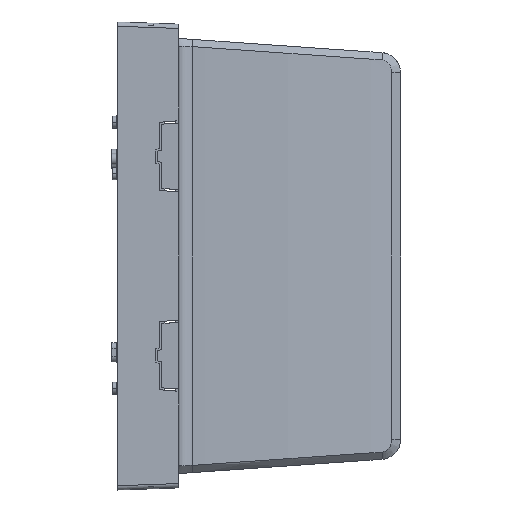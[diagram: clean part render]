
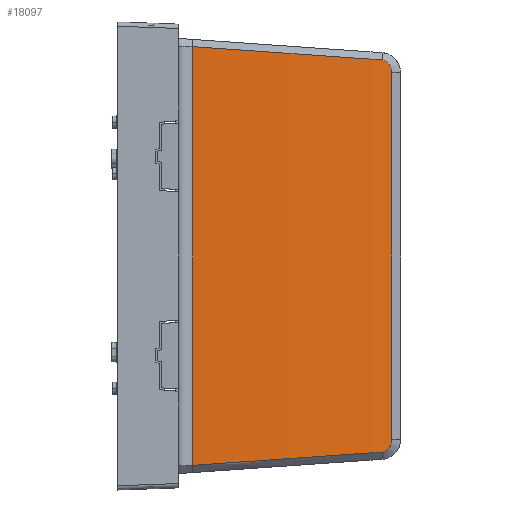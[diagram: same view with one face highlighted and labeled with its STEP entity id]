
A CAD part, front view. The second image highlights one B-rep face of the part: STEP entity #18097.
In plain terms, the highlighted cylindrical face has radius 942.778 mm (diameter 1885.56 mm), a partial arc.
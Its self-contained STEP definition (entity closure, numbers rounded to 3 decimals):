
#17930=CARTESIAN_POINT('Vertex',(9.633,-30.196,-146.302)) ;
#17933=CARTESIAN_POINT('Line Origine',(9.633,-30.196,0.)) ;
#17937=CARTESIAN_POINT('Vertex',(9.633,-30.196,146.302)) ;
#17995=CARTESIAN_POINT('Axis2P3D Location',(-24.933,911.948,0.)) ;
#18001=CARTESIAN_POINT('Control Point',(18.112,-29.847,-145.705)) ;
#18002=CARTESIAN_POINT('Control Point',(15.287,-29.976,-145.904)) ;
#18003=CARTESIAN_POINT('Control Point',(12.463,-30.092,-146.153)) ;
#18004=CARTESIAN_POINT('Control Point',(9.633,-30.196,-146.301)) ;
#18005=CARTESIAN_POINT('Vertex',(18.112,-29.847,-145.705)) ;
#18009=CARTESIAN_POINT('Control Point',(134.16,-17.309,-137.547)) ;
#18010=CARTESIAN_POINT('Control Point',(95.784,-23.88,-140.245)) ;
#18011=CARTESIAN_POINT('Control Point',(57.003,-28.069,-142.971)) ;
#18012=CARTESIAN_POINT('Control Point',(18.112,-29.847,-145.705)) ;
#18013=CARTESIAN_POINT('Vertex',(134.16,-17.309,-137.547)) ;
#18017=CARTESIAN_POINT('Control Point',(142.518,-15.84,-136.959)) ;
#18018=CARTESIAN_POINT('Control Point',(139.734,-16.342,-137.155)) ;
#18019=CARTESIAN_POINT('Control Point',(136.948,-16.832,-137.351)) ;
#18020=CARTESIAN_POINT('Control Point',(134.16,-17.309,-137.547)) ;
#18021=CARTESIAN_POINT('Vertex',(142.518,-15.84,-136.959)) ;
#18025=CARTESIAN_POINT('Control Point',(148.846,-14.675,-128.106)) ;
#18026=CARTESIAN_POINT('Control Point',(148.846,-14.675,-128.526)) ;
#18027=CARTESIAN_POINT('Control Point',(148.826,-14.679,-128.945)) ;
#18028=CARTESIAN_POINT('Control Point',(148.786,-14.686,-129.366)) ;
#18029=CARTESIAN_POINT('Control Point',(148.624,-14.717,-130.489)) ;
#18030=CARTESIAN_POINT('Control Point',(148.297,-14.778,-131.616)) ;
#18031=CARTESIAN_POINT('Control Point',(148.018,-14.83,-132.318)) ;
#18032=CARTESIAN_POINT('Control Point',(147.144,-14.993,-133.959)) ;
#18033=CARTESIAN_POINT('Control Point',(145.775,-15.247,-135.393)) ;
#18034=CARTESIAN_POINT('Control Point',(144.806,-15.425,-136.105)) ;
#18035=CARTESIAN_POINT('Control Point',(143.703,-15.626,-136.636)) ;
#18036=CARTESIAN_POINT('Control Point',(142.518,-15.84,-136.959)) ;
#18037=CARTESIAN_POINT('Vertex',(148.846,-14.675,-128.106)) ;
#18040=CARTESIAN_POINT('Line Origine',(148.846,-14.675,0.)) ;
#18044=CARTESIAN_POINT('Vertex',(148.846,-14.675,128.106)) ;
#18048=CARTESIAN_POINT('Control Point',(142.518,-15.84,136.959)) ;
#18049=CARTESIAN_POINT('Control Point',(143.46,-15.67,136.702)) ;
#18050=CARTESIAN_POINT('Control Point',(144.351,-15.508,136.313)) ;
#18051=CARTESIAN_POINT('Control Point',(145.164,-15.359,135.807)) ;
#18052=CARTESIAN_POINT('Control Point',(146.573,-15.099,134.626)) ;
#18053=CARTESIAN_POINT('Control Point',(147.576,-14.913,133.19)) ;
#18054=CARTESIAN_POINT('Control Point',(147.965,-14.84,132.445)) ;
#18055=CARTESIAN_POINT('Control Point',(148.478,-14.744,131.125)) ;
#18056=CARTESIAN_POINT('Control Point',(148.739,-14.695,129.796)) ;
#18057=CARTESIAN_POINT('Control Point',(148.81,-14.682,129.232)) ;
#18058=CARTESIAN_POINT('Control Point',(148.846,-14.675,128.669)) ;
#18059=CARTESIAN_POINT('Control Point',(148.846,-14.675,128.106)) ;
#18060=CARTESIAN_POINT('Vertex',(142.518,-15.84,136.959)) ;
#18064=CARTESIAN_POINT('Control Point',(142.518,-15.84,136.959)) ;
#18065=CARTESIAN_POINT('Control Point',(139.734,-16.342,137.155)) ;
#18066=CARTESIAN_POINT('Control Point',(136.948,-16.832,137.351)) ;
#18067=CARTESIAN_POINT('Control Point',(134.16,-17.309,137.547)) ;
#18068=CARTESIAN_POINT('Vertex',(134.16,-17.309,137.547)) ;
#18072=CARTESIAN_POINT('Control Point',(134.16,-17.309,137.547)) ;
#18073=CARTESIAN_POINT('Control Point',(95.784,-23.88,140.245)) ;
#18074=CARTESIAN_POINT('Control Point',(57.003,-28.069,142.971)) ;
#18075=CARTESIAN_POINT('Control Point',(18.112,-29.847,145.705)) ;
#18076=CARTESIAN_POINT('Vertex',(18.112,-29.847,145.705)) ;
#18080=CARTESIAN_POINT('Control Point',(18.112,-29.847,145.705)) ;
#18081=CARTESIAN_POINT('Control Point',(15.287,-29.976,145.904)) ;
#18082=CARTESIAN_POINT('Control Point',(12.463,-30.092,146.153)) ;
#18083=CARTESIAN_POINT('Control Point',(9.633,-30.196,146.301)) ;
#17934=DIRECTION('Vector Direction',(0.,0.,1.)) ;
#17996=DIRECTION('Axis2P3D Direction',(0.,0.,1.)) ;
#17997=DIRECTION('Axis2P3D XDirection',(0.026,-1.,0.)) ;
#18041=DIRECTION('Vector Direction',(0.,0.,1.)) ;
#17998=AXIS2_PLACEMENT_3D('Cylinder Axis2P3D',#17995,#17996,#17997) ;
#18086=ORIENTED_EDGE('',*,*,#17939,.T.) ;
#18087=ORIENTED_EDGE('',*,*,#18007,.T.) ;
#18088=ORIENTED_EDGE('',*,*,#18015,.T.) ;
#18089=ORIENTED_EDGE('',*,*,#18023,.T.) ;
#18090=ORIENTED_EDGE('',*,*,#18039,.T.) ;
#18091=ORIENTED_EDGE('',*,*,#18046,.T.) ;
#18092=ORIENTED_EDGE('',*,*,#18062,.T.) ;
#18093=ORIENTED_EDGE('',*,*,#18070,.T.) ;
#18094=ORIENTED_EDGE('',*,*,#18078,.T.) ;
#18095=ORIENTED_EDGE('',*,*,#18084,.T.) ;
#17935=VECTOR('Line Direction',#17934,1.) ;
#18042=VECTOR('Line Direction',#18041,1.) ;
#18097=ADVANCED_FACE('Body.3',(#18096),#17999,.T.) ;
#18000=B_SPLINE_CURVE_WITH_KNOTS('',3,(#18001,#18002,#18003,#18004),.UNSPECIFIED.,.F.,.U.,(4,4),(236.951,248.95),.UNSPECIFIED.) ;
#18008=B_SPLINE_CURVE_WITH_KNOTS('',3,(#18009,#18010,#18011,#18012),.UNSPECIFIED.,.F.,.U.,(4,4),(71.812,236.951),.UNSPECIFIED.) ;
#18016=B_SPLINE_CURVE_WITH_KNOTS('',3,(#18017,#18018,#18019,#18020),.UNSPECIFIED.,.F.,.U.,(4,4),(59.813,71.812),.UNSPECIFIED.) ;
#18024=B_SPLINE_CURVE_WITH_KNOTS('',5,(#18025,#18026,#18027,#18028,#18029,#18030,#18031,#18032,#18033,#18034,#18035,#18036),.UNSPECIFIED.,.F.,.U.,(6,3,3,6),(39.686,44.552,52.654,63.952),.UNSPECIFIED.) ;
#18047=B_SPLINE_CURVE_WITH_KNOTS('',5,(#18048,#18049,#18050,#18051,#18052,#18053,#18054,#18055,#18056,#18057,#18058,#18059),.UNSPECIFIED.,.F.,.U.,(6,3,3,6),(41.64,50.627,59.378,65.905),.UNSPECIFIED.) ;
#18063=B_SPLINE_CURVE_WITH_KNOTS('',3,(#18064,#18065,#18066,#18067),.UNSPECIFIED.,.F.,.U.,(4,4),(59.811,71.809),.UNSPECIFIED.) ;
#18071=B_SPLINE_CURVE_WITH_KNOTS('',3,(#18072,#18073,#18074,#18075),.UNSPECIFIED.,.F.,.U.,(4,4),(71.809,236.949),.UNSPECIFIED.) ;
#18079=B_SPLINE_CURVE_WITH_KNOTS('',3,(#18080,#18081,#18082,#18083),.UNSPECIFIED.,.F.,.U.,(4,4),(236.949,248.948),.UNSPECIFIED.) ;
#17999=CYLINDRICAL_SURFACE('generated cylinder',#17998,942.778) ;
#17939=EDGE_CURVE('',#17938,#17931,#17936,.F.) ;
#18007=EDGE_CURVE('',#17931,#18006,#18000,.F.) ;
#18015=EDGE_CURVE('',#18006,#18014,#18008,.F.) ;
#18023=EDGE_CURVE('',#18014,#18022,#18016,.F.) ;
#18039=EDGE_CURVE('',#18022,#18038,#18024,.F.) ;
#18046=EDGE_CURVE('',#18038,#18045,#18043,.T.) ;
#18062=EDGE_CURVE('',#18045,#18061,#18047,.F.) ;
#18070=EDGE_CURVE('',#18061,#18069,#18063,.T.) ;
#18078=EDGE_CURVE('',#18069,#18077,#18071,.T.) ;
#18084=EDGE_CURVE('',#18077,#17938,#18079,.T.) ;
#18085=EDGE_LOOP('',(#18086,#18087,#18088,#18089,#18090,#18091,#18092,#18093,#18094,#18095)) ;
#18096=FACE_OUTER_BOUND('',#18085,.T.) ;
#17936=LINE('Line',#17933,#17935) ;
#18043=LINE('Line',#18040,#18042) ;
#17931=VERTEX_POINT('',#17930) ;
#17938=VERTEX_POINT('',#17937) ;
#18006=VERTEX_POINT('',#18005) ;
#18014=VERTEX_POINT('',#18013) ;
#18022=VERTEX_POINT('',#18021) ;
#18038=VERTEX_POINT('',#18037) ;
#18045=VERTEX_POINT('',#18044) ;
#18061=VERTEX_POINT('',#18060) ;
#18069=VERTEX_POINT('',#18068) ;
#18077=VERTEX_POINT('',#18076) ;
